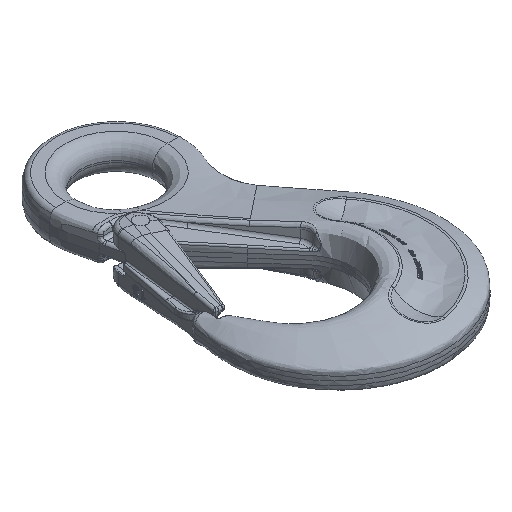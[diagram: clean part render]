
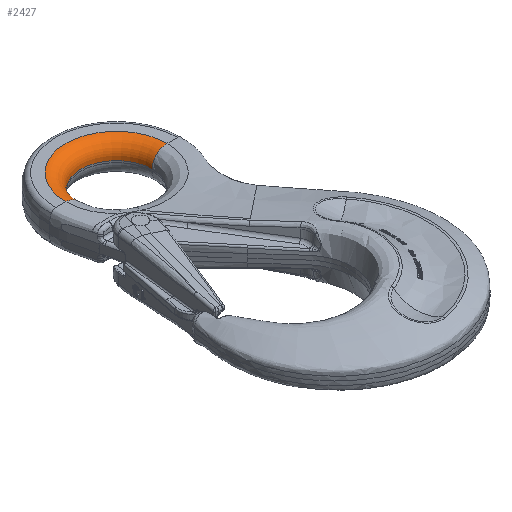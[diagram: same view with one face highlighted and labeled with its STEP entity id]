
A CAD part, isometric view. The second image highlights one B-rep face of the part: STEP entity #2427.
In plain terms, the highlighted toroidal (fillet/blend) face has major radius 30.5 mm and minor radius 9 mm.
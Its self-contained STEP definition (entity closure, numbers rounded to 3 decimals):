
#279=TOROIDAL_SURFACE('',#12797,30.5,9.);
#507=CIRCLE('',#12700,21.5);
#550=CIRCLE('',#12762,30.5);
#1626=B_SPLINE_CURVE_WITH_KNOTS('',3,(#43846,#43847,#43848,#43849,#43850,
#43851),.UNSPECIFIED.,.F.,.F.,(4,2,4),(0.,0.5,1.),.UNSPECIFIED.);
#1627=B_SPLINE_CURVE_WITH_KNOTS('',3,(#43900,#43901,#43902,#43903,#43904,
#43905),.UNSPECIFIED.,.F.,.F.,(4,2,4),(0.,0.5,1.),.UNSPECIFIED.);
#2427=ADVANCED_FACE('',(#3349),#279,.T.);
#3349=FACE_OUTER_BOUND('',#4103,.T.);
#4103=EDGE_LOOP('',(#8047,#8048,#8049,#8050));
#8047=ORIENTED_EDGE('',*,*,#11684,.T.);
#8048=ORIENTED_EDGE('',*,*,#11586,.F.);
#8049=ORIENTED_EDGE('',*,*,#11685,.F.);
#8050=ORIENTED_EDGE('',*,*,#11435,.F.);
#9952=VERTEX_POINT('',#30953);
#9953=VERTEX_POINT('',#30954);
#10006=VERTEX_POINT('',#37281);
#10018=VERTEX_POINT('',#38538);
#11435=EDGE_CURVE('',#9952,#9953,#507,.T.);
#11586=EDGE_CURVE('',#10018,#10006,#550,.T.);
#11684=EDGE_CURVE('',#9952,#10006,#1626,.T.);
#11685=EDGE_CURVE('',#9953,#10018,#1627,.T.);
#12700=AXIS2_PLACEMENT_3D('',#30952,#14190,#14191);
#12762=AXIS2_PLACEMENT_3D('',#39769,#14323,#14324);
#12797=AXIS2_PLACEMENT_3D('',#43906,#14408,#14409);
#14190=DIRECTION('',(0.,0.,1.));
#14191=DIRECTION('',(-1.,0.,0.));
#14323=DIRECTION('',(0.,0.,-1.));
#14324=DIRECTION('',(-1.,0.,0.));
#14408=DIRECTION('',(0.,0.,-1.));
#14409=DIRECTION('',(-1.,0.,0.));
#30952=CARTESIAN_POINT('',(0.,113.5,0.51));
#30953=CARTESIAN_POINT('',(21.5,113.5,0.51));
#30954=CARTESIAN_POINT('',(-21.5,113.5,0.509));
#37281=CARTESIAN_POINT('',(30.499,113.5,9.509));
#38538=CARTESIAN_POINT('',(-30.499,113.5,9.509));
#39769=CARTESIAN_POINT('',(0.,113.5,9.51));
#43846=CARTESIAN_POINT('',(21.5,113.5,0.51));
#43847=CARTESIAN_POINT('',(21.5,113.5,2.866));
#43848=CARTESIAN_POINT('',(22.47,113.5,5.208));
#43849=CARTESIAN_POINT('',(25.802,113.5,8.54));
#43850=CARTESIAN_POINT('',(28.144,113.5,9.51));
#43851=CARTESIAN_POINT('',(30.5,113.5,9.51));
#43900=CARTESIAN_POINT('',(-21.5,113.5,0.507));
#43901=CARTESIAN_POINT('',(-21.5,113.5,2.863));
#43902=CARTESIAN_POINT('',(-22.47,113.5,5.205));
#43903=CARTESIAN_POINT('',(-25.801,113.5,8.537));
#43904=CARTESIAN_POINT('',(-28.142,113.5,9.507));
#43905=CARTESIAN_POINT('',(-30.498,113.5,9.507));
#43906=CARTESIAN_POINT('',(0.,113.5,0.51));
